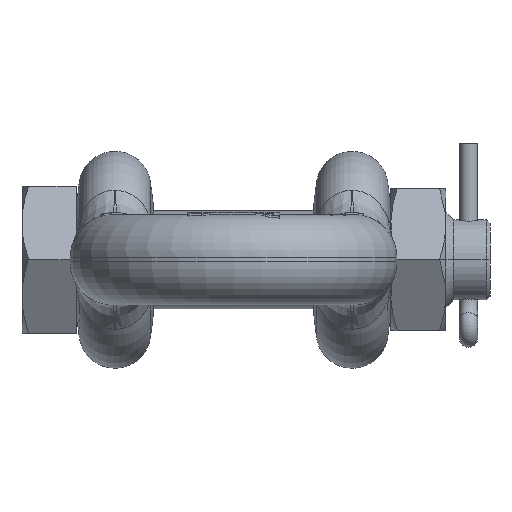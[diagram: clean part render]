
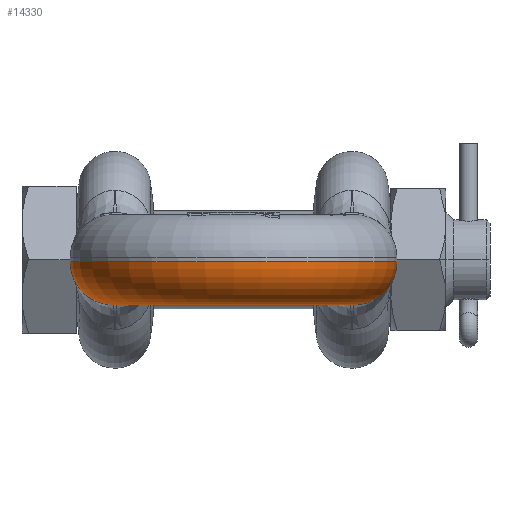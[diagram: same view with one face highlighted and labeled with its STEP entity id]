
A CAD part, front view. The second image highlights one B-rep face of the part: STEP entity #14330.
In plain terms, the highlighted toroidal (fillet/blend) face has major radius 46.736 mm and minor radius 16.764 mm.
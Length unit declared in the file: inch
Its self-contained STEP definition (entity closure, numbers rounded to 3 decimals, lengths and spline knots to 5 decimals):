
#6008=CARTESIAN_POINT('',(0.,-4.115,-0.69));
#6009=DIRECTION('',(0.,0.,-1.));
#6010=DIRECTION('',(1.,0.,0.));
#6011=AXIS2_PLACEMENT_3D('',#6008,#6009,#6010);
#6013=CARTESIAN_POINT('',(0.,-4.115,-0.03));
#6014=DIRECTION('',(0.,0.,-1.));
#6015=DIRECTION('',(1.,0.,0.));
#6016=AXIS2_PLACEMENT_3D('',#6013,#6014,#6015);
#6018=CARTESIAN_POINT('',(1.84,-4.115,-0.03));
#6019=DIRECTION('',(0.,-1.,0.));
#6020=DIRECTION('',(0.,0.,-1.));
#6021=AXIS2_PLACEMENT_3D('',#6018,#6019,#6020);
#6027=CARTESIAN_POINT('',(-1.84,-4.115,-0.03));
#6028=DIRECTION('',(0.,1.,0.));
#6029=DIRECTION('',(0.,0.,-1.));
#6030=AXIS2_PLACEMENT_3D('',#6027,#6028,#6029);
#6356=CARTESIAN_POINT('',(1.84,-4.115,-0.69));
#6357=CARTESIAN_POINT('',(-1.84,-4.115,-0.69));
#6358=VERTEX_POINT('',#6356);
#6359=VERTEX_POINT('',#6357);
#6360=CARTESIAN_POINT('',(2.5,-4.115,-0.03));
#6361=CARTESIAN_POINT('',(-2.5,-4.115,-0.03));
#6362=VERTEX_POINT('',#6360);
#6363=VERTEX_POINT('',#6361);
#14317=CARTESIAN_POINT('',(0.,-4.115,-0.03));
#14318=DIRECTION('',(0.,0.,1.));
#14319=DIRECTION('',(1.,0.006,0.));
#14320=AXIS2_PLACEMENT_3D('',#14317,#14318,#14319);
#14321=TOROIDAL_SURFACE('',#14320,1.84,0.66);
#14322=ORIENTED_EDGE('',*,*,#13951,.T.);
#14324=ORIENTED_EDGE('',*,*,#14323,.T.);
#14326=ORIENTED_EDGE('',*,*,#14325,.F.);
#14327=ORIENTED_EDGE('',*,*,#14074,.F.);
#14328=EDGE_LOOP('',(#14322,#14324,#14326,#14327));
#14329=FACE_OUTER_BOUND('',#14328,.F.);
#14330=ADVANCED_FACE('',(#14329),#14321,.T.);
#6012=CIRCLE('',#6011,1.84);
#6017=CIRCLE('',#6016,2.5);
#6022=CIRCLE('',#6021,0.66);
#6031=CIRCLE('',#6030,0.66);
#13951=EDGE_CURVE('',#6358,#6359,#6012,.T.);
#14074=EDGE_CURVE('',#6358,#6362,#6022,.T.);
#14323=EDGE_CURVE('',#6359,#6363,#6031,.T.);
#14325=EDGE_CURVE('',#6362,#6363,#6017,.T.);
